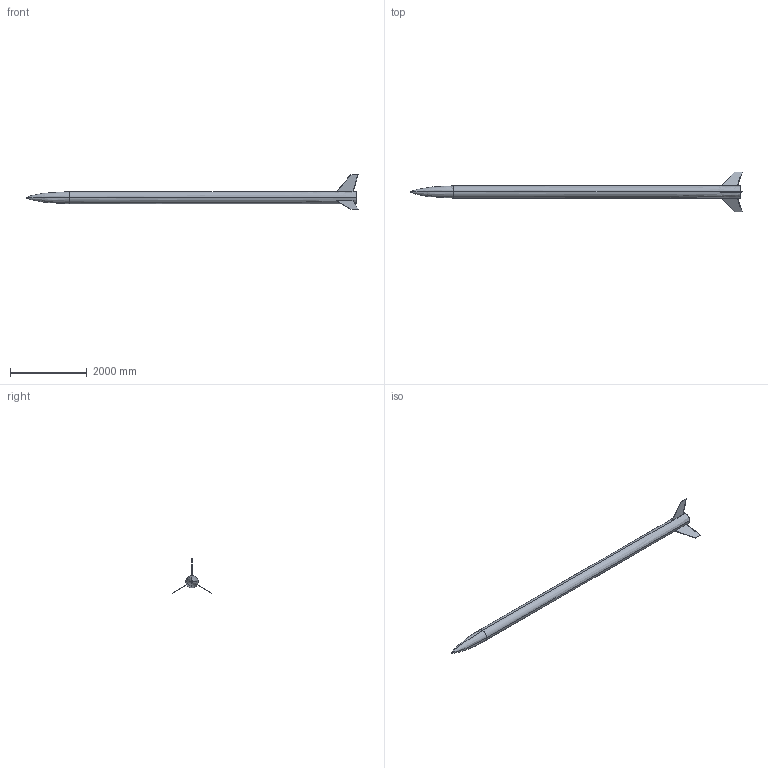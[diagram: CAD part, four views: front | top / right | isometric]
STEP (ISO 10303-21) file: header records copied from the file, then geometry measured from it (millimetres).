
FILE_DESCRIPTION((''),'1');
FILE_NAME('outfile.stp','2023-02-14T21:42:40',(''),(''),'','','');
FILE_SCHEMA(('CONFIG_CONTROL_DESIGN'));
Length unit declared in the file: metre
Bounding box: 8666.18 x 1042.18 x 902.56 mm (x, y, z)
Volume: 649785747.9 mm3; surface area: 9201872.4 mm2
Topology: 1 solids, 1 shells, 52 faces, 141 edges, 107 vertices
Faces by surface type: plane 28, bspline 24
Entity records: 6342 total; most frequent: CARTESIAN_POINT 4912, VERTEX_POINT 324, ORIENTED_EDGE 238, B_SPLINE_CURVE_WITH_KNOTS 180, EDGE_CURVE 162, DIRECTION 96, EDGE_LOOP 54, FACE_OUTER_BOUND 52
